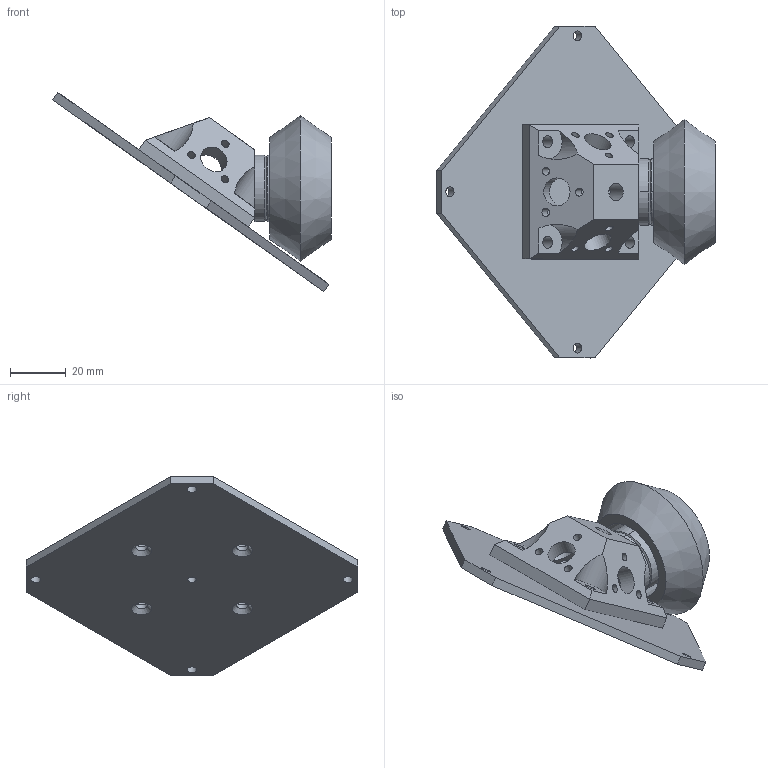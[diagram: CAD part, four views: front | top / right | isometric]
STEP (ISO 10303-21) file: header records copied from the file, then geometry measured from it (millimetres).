
FILE_DESCRIPTION(('HOOPS Exchange Step'),'2;1');
FILE_NAME('temp_export','2022-12-07T16:39:52-06:00',('jonat'),('Shapr3D Limited'),'HOOPS Exchange 2022.0','Shapr3D','Authorized');
FILE_SCHEMA( ('AUTOMOTIVE_DESIGN { 1 0 10303 214 1 1 1 1 }') );
Length unit declared in the file: millimetre
Products named in the file (3): 2214S_BXTR.stp; RWA; root
Assembly tree (2 placements, depth 3):
  root
    RWA
      2214S_BXTR.stp
Bounding box: 99.64 x 118.79 x 71.17 mm (x, y, z)
Volume: 77034.8 mm3; surface area: 39974.6 mm2
Topology: 6 solids, 6 shells, 180 faces, 506 edges, 358 vertices
Faces by surface type: cylinder 88, plane 74, cone 17, bspline 1
Full cylindrical faces by diameter (mm): 0.5 x8, 1.6 x6, 2 x3, 2.87 x12, 3 x4, 3.251 x1, 3.5 x1, 3.556 x4, 4.216 x8, 4.5 x1, 4.7 x1, 4.763 x3, 6.35 x1, 7 x1, 10 x7, 17.5 x1, 19.05 x1, 20 x2, 21.3 x1, 22 x1, 22.225 x4, 29 x1
Entity records: 7275 total; most frequent: CARTESIAN_POINT 2052, DIRECTION 1123, ORIENTED_EDGE 1012, EDGE_CURVE 506, AXIS2_PLACEMENT_3D 464, VERTEX_POINT 358, EDGE_LOOP 292, FACE_BOUND 292
